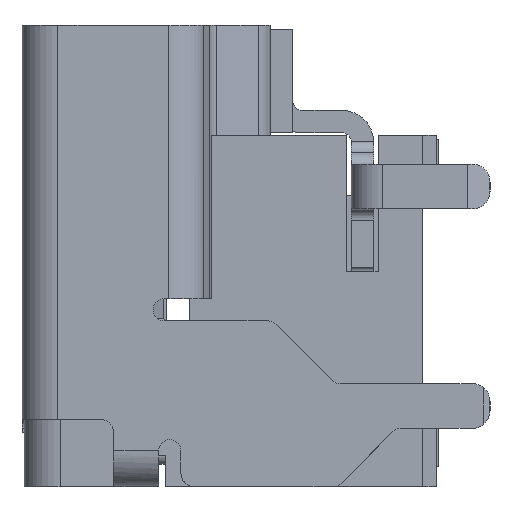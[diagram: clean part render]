
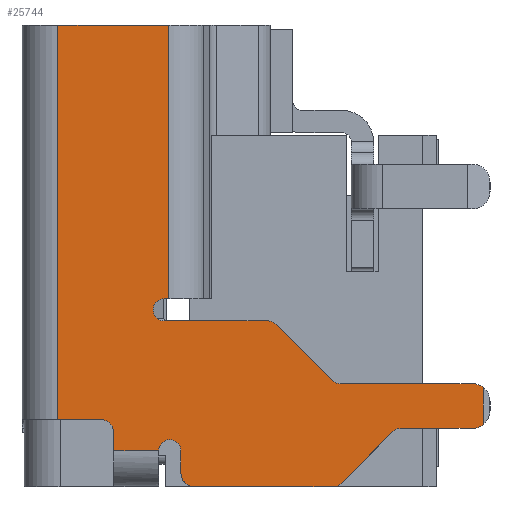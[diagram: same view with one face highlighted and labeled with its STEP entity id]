
A CAD part, left-side view. The second image highlights one B-rep face of the part: STEP entity #25744.
In plain terms, the highlighted planar face has unit normal (-1, 0, 0).
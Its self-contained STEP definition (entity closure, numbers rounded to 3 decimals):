
#727=DIRECTION('',(0.,1.,0.));
#728=VECTOR('',#727,3.096);
#729=CARTESIAN_POINT('',(6.723,11.924,-3.5));
#730=LINE('',#729,#728);
#750=DIRECTION('',(0.,0.,1.));
#751=VECTOR('',#750,0.5);
#752=CARTESIAN_POINT('',(6.723,15.32,-3.2));
#753=LINE('',#752,#751);
#2607=DIRECTION('',(0.,0.,-1.));
#2608=VECTOR('',#2607,6.1);
#2609=CARTESIAN_POINT('',(6.723,15.592,6.8));
#2610=LINE('',#2609,#2608);
#2615=DIRECTION('',(0.,-1.,0.));
#2616=VECTOR('',#2615,1.596);
#2617=CARTESIAN_POINT('',(6.723,10.417,-2.2));
#2618=LINE('',#2617,#2616);
#2619=CARTESIAN_POINT('',(6.723,10.417,-2.45));
#2620=DIRECTION('',(1.,0.,0.));
#2621=DIRECTION('',(0.,0.707,0.707));
#2622=AXIS2_PLACEMENT_3D('',#2619,#2620,#2621);
#2624=DIRECTION('',(0.,-0.707,0.707));
#2625=VECTOR('',#2624,1.631);
#2626=CARTESIAN_POINT('',(6.723,11.747,-3.427));
#2627=LINE('',#2626,#2625);
#2628=CARTESIAN_POINT('',(6.723,11.924,-3.25));
#2629=DIRECTION('',(-1.,0.,0.));
#2630=DIRECTION('',(0.,0.,-1.));
#2631=AXIS2_PLACEMENT_3D('',#2628,#2629,#2630);
#2633=CARTESIAN_POINT('',(6.723,15.02,-3.2));
#2634=DIRECTION('',(-1.,0.,0.));
#2635=DIRECTION('',(0.,1.,0.));
#2636=AXIS2_PLACEMENT_3D('',#2633,#2634,#2635);
#2638=CARTESIAN_POINT('',(6.723,15.57,-2.7));
#2639=DIRECTION('',(1.,0.,0.));
#2640=DIRECTION('',(0.,0.,1.));
#2641=AXIS2_PLACEMENT_3D('',#2638,#2639,#2640);
#2643=CARTESIAN_POINT('',(6.723,15.57,-2.7));
#2644=DIRECTION('',(1.,0.,0.));
#2645=DIRECTION('',(0.,1.,0.));
#2646=AXIS2_PLACEMENT_3D('',#2643,#2644,#2645);
#2648=DIRECTION('',(0.,0.,-1.));
#2649=VECTOR('',#2648,0.4);
#2650=CARTESIAN_POINT('',(6.723,16.82,-2.3));
#2651=LINE('',#2650,#2649);
#2652=CARTESIAN_POINT('',(6.723,17.12,-2.3));
#2653=DIRECTION('',(1.,0.,0.));
#2654=DIRECTION('',(0.,0.,1.));
#2655=AXIS2_PLACEMENT_3D('',#2652,#2653,#2654);
#2657=DIRECTION('',(0.,-1.,0.));
#2658=VECTOR('',#2657,0.95);
#2659=CARTESIAN_POINT('',(6.723,18.07,-2.));
#2660=LINE('',#2659,#2658);
#2661=DIRECTION('',(0.,1.,0.));
#2662=VECTOR('',#2661,2.478);
#2663=CARTESIAN_POINT('',(6.723,15.592,6.8));
#2664=LINE('',#2663,#2662);
#2665=DIRECTION('',(0.,-1.,0.));
#2666=VECTOR('',#2665,0.1);
#2667=CARTESIAN_POINT('',(6.723,15.692,0.7));
#2668=LINE('',#2667,#2666);
#2669=CARTESIAN_POINT('',(6.723,15.692,0.452));
#2670=DIRECTION('',(1.,0.,0.));
#2671=DIRECTION('',(0.,1.,0.));
#2672=AXIS2_PLACEMENT_3D('',#2669,#2670,#2671);
#2674=DIRECTION('',(0.,0.,1.));
#2675=VECTOR('',#2674,0.004);
#2676=CARTESIAN_POINT('',(6.723,15.94,0.448));
#2677=LINE('',#2676,#2675);
#2678=CARTESIAN_POINT('',(6.723,15.692,0.448));
#2679=DIRECTION('',(1.,0.,0.));
#2680=DIRECTION('',(0.,0.,-1.));
#2681=AXIS2_PLACEMENT_3D('',#2678,#2679,#2680);
#2683=DIRECTION('',(0.,1.,0.));
#2684=VECTOR('',#2683,2.318);
#2685=CARTESIAN_POINT('',(6.723,13.374,0.2));
#2686=LINE('',#2685,#2684);
#2687=CARTESIAN_POINT('',(6.723,13.374,-0.05));
#2688=DIRECTION('',(-1.,0.,0.));
#2689=DIRECTION('',(0.,-0.707,0.707));
#2690=AXIS2_PLACEMENT_3D('',#2687,#2688,#2689);
#2692=DIRECTION('',(0.,0.707,0.707));
#2693=VECTOR('',#2692,1.773);
#2694=CARTESIAN_POINT('',(6.723,11.944,-1.127));
#2695=LINE('',#2694,#2693);
#2696=CARTESIAN_POINT('',(6.723,11.767,-0.95));
#2697=DIRECTION('',(1.,0.,0.));
#2698=DIRECTION('',(0.,0.,-1.));
#2699=AXIS2_PLACEMENT_3D('',#2696,#2697,#2698);
#2701=DIRECTION('',(0.,1.,0.));
#2702=VECTOR('',#2701,2.946);
#2703=CARTESIAN_POINT('',(6.723,8.82,-1.2));
#2704=LINE('',#2703,#2702);
#2705=CARTESIAN_POINT('',(6.723,8.82,-1.6));
#2706=DIRECTION('',(-1.,0.,0.));
#2707=DIRECTION('',(0.,-0.625,0.781));
#2708=AXIS2_PLACEMENT_3D('',#2705,#2706,#2707);
#2710=DIRECTION('',(0.,0.,1.));
#2711=VECTOR('',#2710,0.824);
#2712=CARTESIAN_POINT('',(6.723,8.57,-2.112));
#2713=LINE('',#2712,#2711);
#2714=CARTESIAN_POINT('',(6.723,8.82,-1.8));
#2715=DIRECTION('',(-1.,0.,0.));
#2716=DIRECTION('',(0.,0.,-1.));
#2717=AXIS2_PLACEMENT_3D('',#2714,#2715,#2716);
#2733=DIRECTION('',(0.,1.,0.));
#2734=VECTOR('',#2733,1.);
#2735=CARTESIAN_POINT('',(6.723,15.82,-2.7));
#2736=LINE('',#2735,#2734);
#2771=DIRECTION('',(0.,0.,1.));
#2772=VECTOR('',#2771,8.8);
#2773=CARTESIAN_POINT('',(6.723,18.07,-2.));
#2774=LINE('',#2773,#2772);
#13362=CARTESIAN_POINT('',(6.723,8.57,-1.288));
#13368=CARTESIAN_POINT('',(6.723,8.57,-2.112));
#20822=CARTESIAN_POINT('',(6.723,15.592,6.8));
#20823=VERTEX_POINT('',#20822);
#20824=CARTESIAN_POINT('',(6.723,15.592,0.7));
#20825=VERTEX_POINT('',#20824);
#21246=VERTEX_POINT('',#13362);
#21247=CARTESIAN_POINT('',(6.723,8.82,-1.2));
#21248=VERTEX_POINT('',#21247);
#21252=VERTEX_POINT('',#13368);
#21253=CARTESIAN_POINT('',(6.723,8.82,-2.2));
#21254=VERTEX_POINT('',#21253);
#21257=CARTESIAN_POINT('',(6.723,11.767,-1.2));
#21258=VERTEX_POINT('',#21257);
#21259=CARTESIAN_POINT('',(6.723,11.944,-1.127));
#21260=CARTESIAN_POINT('',(6.723,13.197,0.127));
#21261=VERTEX_POINT('',#21259);
#21262=VERTEX_POINT('',#21260);
#21263=CARTESIAN_POINT('',(6.723,13.374,0.2));
#21264=VERTEX_POINT('',#21263);
#21265=CARTESIAN_POINT('',(6.723,10.594,-2.273));
#21266=CARTESIAN_POINT('',(6.723,10.417,-2.2));
#21267=VERTEX_POINT('',#21265);
#21268=VERTEX_POINT('',#21266);
#21269=CARTESIAN_POINT('',(6.723,11.747,-3.427));
#21270=VERTEX_POINT('',#21269);
#21271=CARTESIAN_POINT('',(6.723,11.924,-3.5));
#21272=VERTEX_POINT('',#21271);
#21273=CARTESIAN_POINT('',(6.723,15.02,-3.5));
#21274=VERTEX_POINT('',#21273);
#21275=CARTESIAN_POINT('',(6.723,15.32,-3.2));
#21276=VERTEX_POINT('',#21275);
#21277=CARTESIAN_POINT('',(6.723,15.32,-2.7));
#21278=VERTEX_POINT('',#21277);
#21279=CARTESIAN_POINT('',(6.723,15.57,-2.45));
#21280=VERTEX_POINT('',#21279);
#21281=CARTESIAN_POINT('',(6.723,15.82,-2.7));
#21282=VERTEX_POINT('',#21281);
#21283=CARTESIAN_POINT('',(6.723,16.82,-2.7));
#21284=VERTEX_POINT('',#21283);
#21285=CARTESIAN_POINT('',(6.723,16.82,-2.3));
#21286=VERTEX_POINT('',#21285);
#21287=CARTESIAN_POINT('',(6.723,17.12,-2.));
#21288=VERTEX_POINT('',#21287);
#21289=CARTESIAN_POINT('',(6.723,18.07,-2.));
#21290=VERTEX_POINT('',#21289);
#21291=CARTESIAN_POINT('',(6.723,18.07,6.8));
#21292=VERTEX_POINT('',#21291);
#21293=CARTESIAN_POINT('',(6.723,15.692,0.7));
#21294=VERTEX_POINT('',#21293);
#21295=CARTESIAN_POINT('',(6.723,15.94,0.452));
#21296=VERTEX_POINT('',#21295);
#21297=CARTESIAN_POINT('',(6.723,15.94,0.448));
#21298=VERTEX_POINT('',#21297);
#21299=CARTESIAN_POINT('',(6.723,15.692,0.2));
#21300=VERTEX_POINT('',#21299);
#25692=CARTESIAN_POINT('',(6.723,18.83,-15.793));
#25693=DIRECTION('',(-1.,0.,0.));
#25694=DIRECTION('',(0.,-1.,0.));
#25695=AXIS2_PLACEMENT_3D('',#25692,#25693,#25694);
#25696=PLANE('',#25695);
#25697=ORIENTED_EDGE('',*,*,#23412,.F.);
#25698=ORIENTED_EDGE('',*,*,#23426,.F.);
#25699=ORIENTED_EDGE('',*,*,#23444,.F.);
#25701=ORIENTED_EDGE('',*,*,#25700,.F.);
#25702=ORIENTED_EDGE('',*,*,#23473,.T.);
#25703=ORIENTED_EDGE('',*,*,#23490,.F.);
#25704=ORIENTED_EDGE('',*,*,#23504,.T.);
#25705=ORIENTED_EDGE('',*,*,#23516,.F.);
#25706=ORIENTED_EDGE('',*,*,#23534,.F.);
#25708=ORIENTED_EDGE('',*,*,#25707,.T.);
#25710=ORIENTED_EDGE('',*,*,#25709,.F.);
#25712=ORIENTED_EDGE('',*,*,#25711,.F.);
#25713=ORIENTED_EDGE('',*,*,#23778,.F.);
#25715=ORIENTED_EDGE('',*,*,#25714,.T.);
#25716=ORIENTED_EDGE('',*,*,#25573,.F.);
#25717=ORIENTED_EDGE('',*,*,#25682,.T.);
#25719=ORIENTED_EDGE('',*,*,#25718,.F.);
#25721=ORIENTED_EDGE('',*,*,#25720,.F.);
#25723=ORIENTED_EDGE('',*,*,#25722,.F.);
#25725=ORIENTED_EDGE('',*,*,#25724,.F.);
#25727=ORIENTED_EDGE('',*,*,#25726,.F.);
#25729=ORIENTED_EDGE('',*,*,#25728,.F.);
#25731=ORIENTED_EDGE('',*,*,#25730,.F.);
#25733=ORIENTED_EDGE('',*,*,#25732,.F.);
#25735=ORIENTED_EDGE('',*,*,#25734,.F.);
#25737=ORIENTED_EDGE('',*,*,#25736,.F.);
#25739=ORIENTED_EDGE('',*,*,#25738,.F.);
#25741=ORIENTED_EDGE('',*,*,#25740,.F.);
#25742=EDGE_LOOP('',(#25697,#25698,#25699,#25701,#25702,#25703,#25704,#25705,
#25706,#25708,#25710,#25712,#25713,#25715,#25716,#25717,#25719,#25721,#25723,
#25725,#25727,#25729,#25731,#25733,#25735,#25737,#25739,#25741));
#25743=FACE_OUTER_BOUND('',#25742,.F.);
#25744=ADVANCED_FACE('',(#25743),#25696,.T.);
#2623=CIRCLE('',#2622,0.25);
#2632=CIRCLE('',#2631,0.25);
#2637=CIRCLE('',#2636,0.3);
#2642=CIRCLE('',#2641,0.25);
#2647=CIRCLE('',#2646,0.25);
#2656=CIRCLE('',#2655,0.3);
#2673=CIRCLE('',#2672,0.248);
#2682=CIRCLE('',#2681,0.248);
#2691=CIRCLE('',#2690,0.25);
#2700=CIRCLE('',#2699,0.25);
#2709=CIRCLE('',#2708,0.4);
#2718=CIRCLE('',#2717,0.4);
#23412=EDGE_CURVE('',#21268,#21254,#2618,.T.);
#23426=EDGE_CURVE('',#21267,#21268,#2623,.T.);
#23444=EDGE_CURVE('',#21270,#21267,#2627,.T.);
#23473=EDGE_CURVE('',#21272,#21274,#730,.T.);
#23490=EDGE_CURVE('',#21276,#21274,#2637,.T.);
#23504=EDGE_CURVE('',#21276,#21278,#753,.T.);
#23516=EDGE_CURVE('',#21280,#21278,#2642,.T.);
#23534=EDGE_CURVE('',#21282,#21280,#2647,.T.);
#23778=EDGE_CURVE('',#21290,#21288,#2660,.T.);
#25573=EDGE_CURVE('',#20823,#21292,#2664,.T.);
#25682=EDGE_CURVE('',#20823,#20825,#2610,.T.);
#25700=EDGE_CURVE('',#21272,#21270,#2632,.T.);
#25707=EDGE_CURVE('',#21282,#21284,#2736,.T.);
#25709=EDGE_CURVE('',#21286,#21284,#2651,.T.);
#25711=EDGE_CURVE('',#21288,#21286,#2656,.T.);
#25714=EDGE_CURVE('',#21290,#21292,#2774,.T.);
#25718=EDGE_CURVE('',#21294,#20825,#2668,.T.);
#25720=EDGE_CURVE('',#21296,#21294,#2673,.T.);
#25722=EDGE_CURVE('',#21298,#21296,#2677,.T.);
#25724=EDGE_CURVE('',#21300,#21298,#2682,.T.);
#25726=EDGE_CURVE('',#21264,#21300,#2686,.T.);
#25728=EDGE_CURVE('',#21262,#21264,#2691,.T.);
#25730=EDGE_CURVE('',#21261,#21262,#2695,.T.);
#25732=EDGE_CURVE('',#21258,#21261,#2700,.T.);
#25734=EDGE_CURVE('',#21248,#21258,#2704,.T.);
#25736=EDGE_CURVE('',#21246,#21248,#2709,.T.);
#25738=EDGE_CURVE('',#21252,#21246,#2713,.T.);
#25740=EDGE_CURVE('',#21254,#21252,#2718,.T.);
